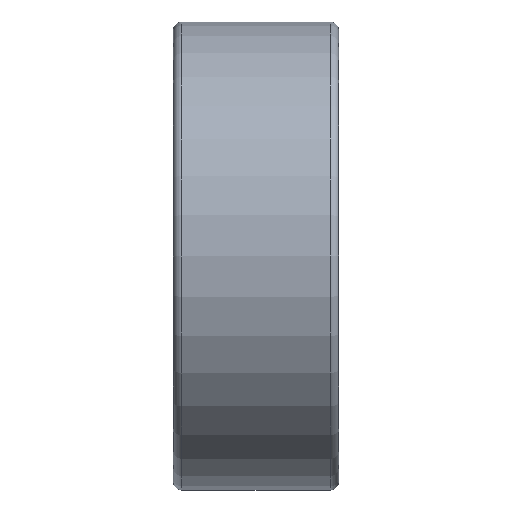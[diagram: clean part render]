
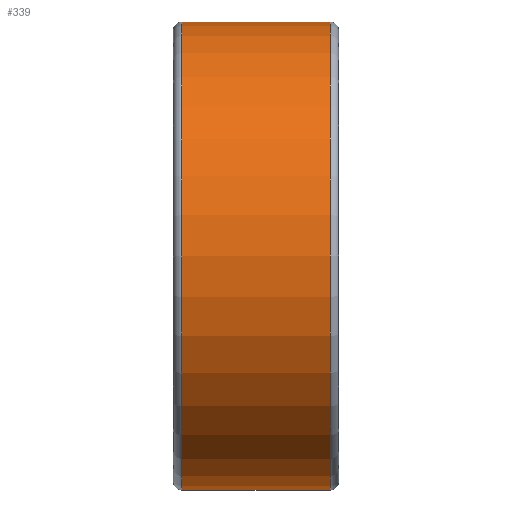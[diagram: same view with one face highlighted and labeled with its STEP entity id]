
A CAD part, front view. The second image highlights one B-rep face of the part: STEP entity #339.
In plain terms, the highlighted cylindrical face has radius 8.5 mm (diameter 17 mm), a full revolution.
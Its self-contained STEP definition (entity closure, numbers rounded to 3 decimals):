
#23=CYLINDRICAL_SURFACE('',#399,8.5);
#32=FACE_BOUND('',#131,.T.);
#96=FACE_OUTER_BOUND('',#130,.T.);
#130=EDGE_LOOP('',(#188));
#131=EDGE_LOOP('',(#189));
#188=ORIENTED_EDGE('',*,*,#231,.T.);
#189=ORIENTED_EDGE('',*,*,#232,.T.);
#231=EDGE_CURVE('',#271,#271,#300,.T.);
#232=EDGE_CURVE('',#272,#272,#301,.T.);
#271=VERTEX_POINT('',#605);
#272=VERTEX_POINT('',#607);
#300=CIRCLE('',#400,8.5);
#301=CIRCLE('',#401,8.5);
#339=ADVANCED_FACE('',(#96,#32),#23,.T.);
#399=AXIS2_PLACEMENT_3D('',#604,#492,#493);
#400=AXIS2_PLACEMENT_3D('',#606,#494,#495);
#401=AXIS2_PLACEMENT_3D('',#608,#496,#497);
#492=DIRECTION('center_axis',(-1.,0.,0.));
#493=DIRECTION('ref_axis',(0.,0.,1.));
#494=DIRECTION('center_axis',(-1.,0.,0.));
#495=DIRECTION('ref_axis',(0.,0.,1.));
#496=DIRECTION('center_axis',(1.,0.,0.));
#497=DIRECTION('ref_axis',(0.,0.,-1.));
#604=CARTESIAN_POINT('Origin',(-1.067,-3.,0.));
#605=CARTESIAN_POINT('',(5.7,-3.,8.5));
#606=CARTESIAN_POINT('Origin',(5.7,-3.,0.));
#607=CARTESIAN_POINT('',(0.3,-3.,-8.5));
#608=CARTESIAN_POINT('Origin',(0.3,-3.,0.));
